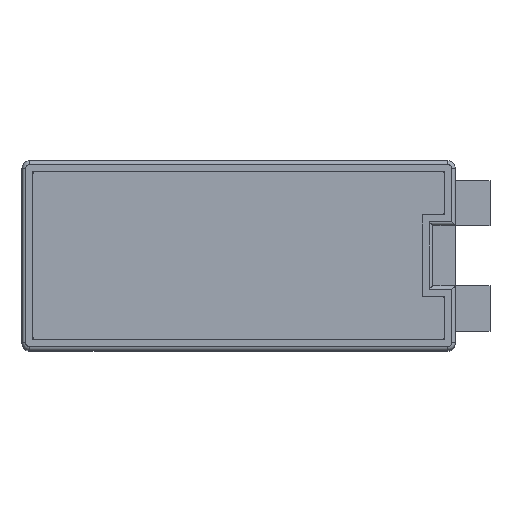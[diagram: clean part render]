
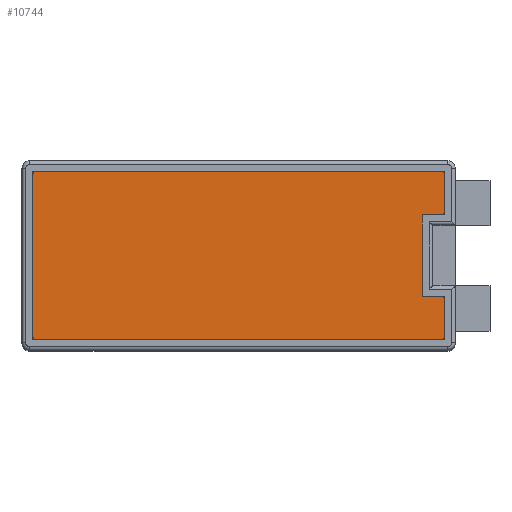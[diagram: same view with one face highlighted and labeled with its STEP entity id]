
A CAD part, top view. The second image highlights one B-rep face of the part: STEP entity #10744.
In plain terms, the highlighted planar face has unit normal (0, 0, 1).
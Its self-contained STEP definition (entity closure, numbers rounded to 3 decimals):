
#13 = DIRECTION ( 'NONE',  ( 0., 1., 0. ) ) ;
#17 = EDGE_CURVE ( 'NONE', #1366, #5248, #737, .T. ) ;
#31 = EDGE_CURVE ( 'NONE', #4522, #11383, #860, .T. ) ;
#96 = CIRCLE ( 'NONE', #8349, 0.25 ) ;
#237 = CARTESIAN_POINT ( 'NONE',  ( -1.3, -9., 64.5 ) ) ;
#345 = DIRECTION ( 'NONE',  ( 0., 0., 1. ) ) ;
#433 = LINE ( 'NONE', #9699, #9375 ) ;
#456 = LINE ( 'NONE', #5203, #2125 ) ;
#483 = VERTEX_POINT ( 'NONE', #8171 ) ;
#519 = ORIENTED_EDGE ( 'NONE', *, *, #7502, .T. ) ;
#558 = CARTESIAN_POINT ( 'NONE',  ( -1.55, -11.9, 64.5 ) ) ;
#737 = LINE ( 'NONE', #5306, #10697 ) ;
#848 = DIRECTION ( 'NONE',  ( -1., 0., 0. ) ) ;
#852 = DIRECTION ( 'NONE',  ( -1., 0., 0. ) ) ;
#860 = LINE ( 'NONE', #1703, #1854 ) ;
#916 = LINE ( 'NONE', #4579, #5790 ) ;
#938 = DIRECTION ( 'NONE',  ( -1., 0., 0. ) ) ;
#1147 = CARTESIAN_POINT ( 'NONE',  ( -28.45, -0.7, 64.5 ) ) ;
#1178 = CARTESIAN_POINT ( 'NONE',  ( -2.8, -3.6, 64.5 ) ) ;
#1215 = ORIENTED_EDGE ( 'NONE', *, *, #1259, .T. ) ;
#1259 = EDGE_CURVE ( 'NONE', #8764, #7005, #433, .T. ) ;
#1366 = VERTEX_POINT ( 'NONE', #10054 ) ;
#1397 = AXIS2_PLACEMENT_3D ( 'NONE', #11140, #4689, #8475 ) ;
#1550 = DIRECTION ( 'NONE',  ( 0., 0., 1. ) ) ;
#1703 = CARTESIAN_POINT ( 'NONE',  ( -28.7, -0.7, 64.5 ) ) ;
#1817 = ORIENTED_EDGE ( 'NONE', *, *, #7798, .T. ) ;
#1854 = VECTOR ( 'NONE', #8861, 1000. ) ;
#1871 = DIRECTION ( 'NONE',  ( 0., 0., 1. ) ) ;
#2097 = AXIS2_PLACEMENT_3D ( 'NONE', #9649, #6987, #11446 ) ;
#2125 = VECTOR ( 'NONE', #8022, 1000. ) ;
#2286 = VECTOR ( 'NONE', #5734, 1000. ) ;
#2339 = CARTESIAN_POINT ( 'NONE',  ( -28.7, -11.65, 64.5 ) ) ;
#2374 = CIRCLE ( 'NONE', #8899, 0.25 ) ;
#2641 = VERTEX_POINT ( 'NONE', #3179 ) ;
#2642 = ORIENTED_EDGE ( 'NONE', *, *, #5186, .T. ) ;
#2775 = AXIS2_PLACEMENT_3D ( 'NONE', #10976, #1550, #6392 ) ;
#2922 = ORIENTED_EDGE ( 'NONE', *, *, #7461, .T. ) ;
#2932 = AXIS2_PLACEMENT_3D ( 'NONE', #4629, #1871, #852 ) ;
#3101 = CIRCLE ( 'NONE', #4633, 0.25 ) ;
#3179 = CARTESIAN_POINT ( 'NONE',  ( -28.45, -11.9, 64.5 ) ) ;
#3324 = PLANE ( 'NONE',  #2097 ) ;
#3881 = VERTEX_POINT ( 'NONE', #4457 ) ;
#4048 = LINE ( 'NONE', #10374, #8228 ) ;
#4280 = EDGE_CURVE ( 'NONE', #5961, #4747, #96, .T. ) ;
#4457 = CARTESIAN_POINT ( 'NONE',  ( -1.55, -3.6, 64.5 ) ) ;
#4472 = CARTESIAN_POINT ( 'NONE',  ( -1.3, -11.65, 64.5 ) ) ;
#4522 = VERTEX_POINT ( 'NONE', #5319 ) ;
#4579 = CARTESIAN_POINT ( 'NONE',  ( -1.3, -11.9, 64.5 ) ) ;
#4629 = CARTESIAN_POINT ( 'NONE',  ( -28.45, -11.65, 64.5 ) ) ;
#4633 = AXIS2_PLACEMENT_3D ( 'NONE', #7158, #10837, #848 ) ;
#4689 = DIRECTION ( 'NONE',  ( 0., 0., 1. ) ) ;
#4747 = VERTEX_POINT ( 'NONE', #4472 ) ;
#5070 = CARTESIAN_POINT ( 'NONE',  ( -2.8, -9., 64.5 ) ) ;
#5186 = EDGE_CURVE ( 'NONE', #11383, #2641, #6772, .T. ) ;
#5203 = CARTESIAN_POINT ( 'NONE',  ( -2.8, -3.6, 64.5 ) ) ;
#5248 = VERTEX_POINT ( 'NONE', #1147 ) ;
#5264 = VERTEX_POINT ( 'NONE', #5654 ) ;
#5306 = CARTESIAN_POINT ( 'NONE',  ( -1.3, -0.7, 64.5 ) ) ;
#5311 = EDGE_CURVE ( 'NONE', #5248, #4522, #11786, .T. ) ;
#5319 = CARTESIAN_POINT ( 'NONE',  ( -28.7, -0.95, 64.5 ) ) ;
#5537 = VERTEX_POINT ( 'NONE', #9985 ) ;
#5654 = CARTESIAN_POINT ( 'NONE',  ( -1.55, -9., 64.5 ) ) ;
#5680 = EDGE_CURVE ( 'NONE', #3881, #7506, #2374, .T. ) ;
#5734 = DIRECTION ( 'NONE',  ( 1., 0., 0. ) ) ;
#5790 = VECTOR ( 'NONE', #13, 1000. ) ;
#5796 = DIRECTION ( 'NONE',  ( 0., 1., 0. ) ) ;
#5814 = EDGE_CURVE ( 'NONE', #5537, #1366, #9307, .T. ) ;
#5961 = VERTEX_POINT ( 'NONE', #558 ) ;
#6392 = DIRECTION ( 'NONE',  ( -1., 0., 0. ) ) ;
#6485 = DIRECTION ( 'NONE',  ( -1., 0., 0. ) ) ;
#6544 = LINE ( 'NONE', #237, #8050 ) ;
#6635 = LINE ( 'NONE', #9355, #2286 ) ;
#6772 = CIRCLE ( 'NONE', #2932, 0.25 ) ;
#6987 = DIRECTION ( 'NONE',  ( 0., 0., 1. ) ) ;
#7005 = VERTEX_POINT ( 'NONE', #1178 ) ;
#7114 = DIRECTION ( 'NONE',  ( -1., 0., 0. ) ) ;
#7158 = CARTESIAN_POINT ( 'NONE',  ( -1.55, -9.25, 64.5 ) ) ;
#7212 = ORIENTED_EDGE ( 'NONE', *, *, #5680, .T. ) ;
#7356 = ORIENTED_EDGE ( 'NONE', *, *, #8894, .T. ) ;
#7461 = EDGE_CURVE ( 'NONE', #2641, #5961, #6635, .T. ) ;
#7502 = EDGE_CURVE ( 'NONE', #7506, #5537, #4048, .T. ) ;
#7506 = VERTEX_POINT ( 'NONE', #11510 ) ;
#7770 = FACE_OUTER_BOUND ( 'NONE', #10721, .T. ) ;
#7798 = EDGE_CURVE ( 'NONE', #5264, #8764, #6544, .T. ) ;
#8022 = DIRECTION ( 'NONE',  ( 1., 0., 0. ) ) ;
#8050 = VECTOR ( 'NONE', #6485, 1000. ) ;
#8171 = CARTESIAN_POINT ( 'NONE',  ( -1.3, -9.25, 64.5 ) ) ;
#8228 = VECTOR ( 'NONE', #5796, 1000. ) ;
#8349 = AXIS2_PLACEMENT_3D ( 'NONE', #10210, #9242, #938 ) ;
#8475 = DIRECTION ( 'NONE',  ( -1., 0., 0. ) ) ;
#8577 = DIRECTION ( 'NONE',  ( -1., 0., 0. ) ) ;
#8663 = DIRECTION ( 'NONE',  ( 0., 1., 0. ) ) ;
#8764 = VERTEX_POINT ( 'NONE', #5070 ) ;
#8861 = DIRECTION ( 'NONE',  ( 0., -1., 0. ) ) ;
#8894 = EDGE_CURVE ( 'NONE', #4747, #483, #916, .T. ) ;
#8899 = AXIS2_PLACEMENT_3D ( 'NONE', #9738, #345, #8577 ) ;
#9130 = EDGE_CURVE ( 'NONE', #483, #5264, #3101, .T. ) ;
#9135 = ORIENTED_EDGE ( 'NONE', *, *, #5311, .T. ) ;
#9242 = DIRECTION ( 'NONE',  ( 0., 0., 1. ) ) ;
#9307 = CIRCLE ( 'NONE', #2775, 0.25 ) ;
#9355 = CARTESIAN_POINT ( 'NONE',  ( -28.7, -11.9, 64.5 ) ) ;
#9375 = VECTOR ( 'NONE', #8663, 1000. ) ;
#9491 = EDGE_CURVE ( 'NONE', #7005, #3881, #456, .T. ) ;
#9621 = ORIENTED_EDGE ( 'NONE', *, *, #5814, .T. ) ;
#9649 = CARTESIAN_POINT ( 'NONE',  ( -15., -6.3, 64.5 ) ) ;
#9699 = CARTESIAN_POINT ( 'NONE',  ( -2.8, -9., 64.5 ) ) ;
#9738 = CARTESIAN_POINT ( 'NONE',  ( -1.55, -3.35, 64.5 ) ) ;
#9985 = CARTESIAN_POINT ( 'NONE',  ( -1.3, -0.95, 64.5 ) ) ;
#10054 = CARTESIAN_POINT ( 'NONE',  ( -1.55, -0.7, 64.5 ) ) ;
#10063 = ORIENTED_EDGE ( 'NONE', *, *, #17, .T. ) ;
#10210 = CARTESIAN_POINT ( 'NONE',  ( -1.55, -11.65, 64.5 ) ) ;
#10374 = CARTESIAN_POINT ( 'NONE',  ( -1.3, -3.6, 64.5 ) ) ;
#10697 = VECTOR ( 'NONE', #7114, 1000. ) ;
#10721 = EDGE_LOOP ( 'NONE', ( #11274, #2642, #2922, #10786, #7356, #10880, #1817, #1215, #11357, #7212, #519, #9621, #10063, #9135 ) ) ;
#10744 = ADVANCED_FACE ( 'NONE', ( #7770 ), #3324, .T. ) ;
#10786 = ORIENTED_EDGE ( 'NONE', *, *, #4280, .T. ) ;
#10837 = DIRECTION ( 'NONE',  ( 0., 0., 1. ) ) ;
#10880 = ORIENTED_EDGE ( 'NONE', *, *, #9130, .T. ) ;
#10976 = CARTESIAN_POINT ( 'NONE',  ( -1.55, -0.95, 64.5 ) ) ;
#11140 = CARTESIAN_POINT ( 'NONE',  ( -28.45, -0.95, 64.5 ) ) ;
#11274 = ORIENTED_EDGE ( 'NONE', *, *, #31, .T. ) ;
#11357 = ORIENTED_EDGE ( 'NONE', *, *, #9491, .T. ) ;
#11383 = VERTEX_POINT ( 'NONE', #2339 ) ;
#11446 = DIRECTION ( 'NONE',  ( 0., -1., 0. ) ) ;
#11510 = CARTESIAN_POINT ( 'NONE',  ( -1.3, -3.35, 64.5 ) ) ;
#11786 = CIRCLE ( 'NONE', #1397, 0.25 ) ;
